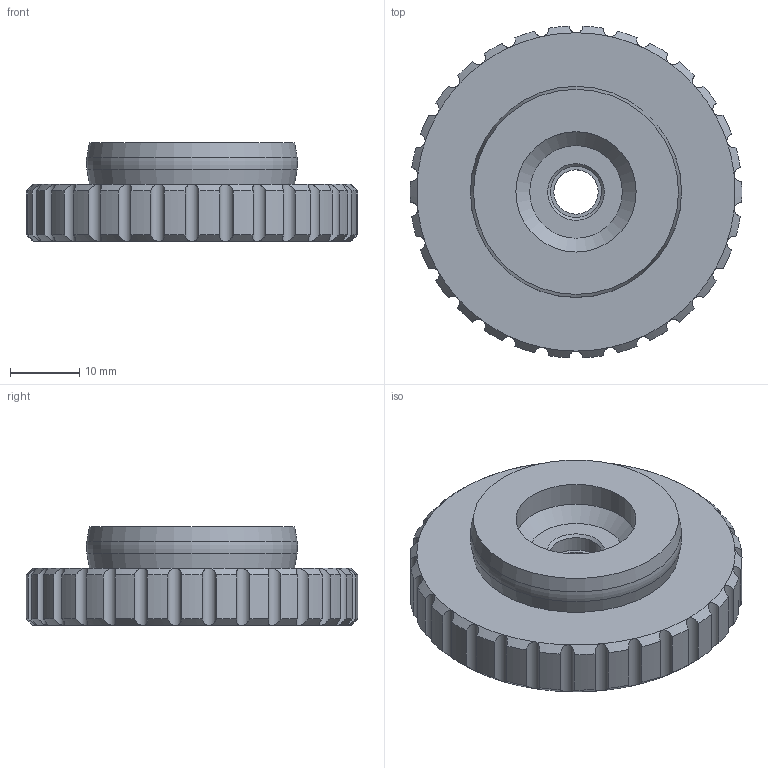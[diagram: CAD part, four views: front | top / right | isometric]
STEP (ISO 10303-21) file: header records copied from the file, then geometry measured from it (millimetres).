
FILE_DESCRIPTION(/* description */ (''),/* implementation_level */ '2;1');
FILE_NAME(/* name */ 'OSSM - Remote Reimagined - Speed Knob Helper.step',/* time_stamp */ '2024-09-09T16:54:02-04:00',/* author */ (''),/* organization */ (''),/* preprocessor_version */ 'ST-DEVELOPER v20',/* originating_system */ 'Autodesk Translation Framework v13.14.0.145',/* authorisation */ '');
FILE_SCHEMA (('AUTOMOTIVE_DESIGN { 1 0 10303 214 3 1 1 }'));
Length unit declared in the file: millimetre
Products named in the file (1): OSSM - Remote Reimagined - Speed Knob Helper
Bounding box: 47.99 x 47.96 x 14.3 mm (x, y, z)
Volume: 17304.6 mm3; surface area: 5807.8 mm2
Topology: 1 solids, 1 shells, 133 faces, 352 edges, 224 vertices
Faces by surface type: cone 64, cylinder 63, plane 5, torus 1
Full cylindrical faces by diameter (mm): 6.4 x1, 7.4 x1, 17.4 x1
Entity records: 5339 total; most frequent: CARTESIAN_POINT 2090, ORIENTED_EDGE 704, DIRECTION 665, EDGE_CURVE 352, AXIS2_PLACEMENT_3D 299, VERTEX_POINT 224, CIRCLE 165, EDGE_LOOP 138
